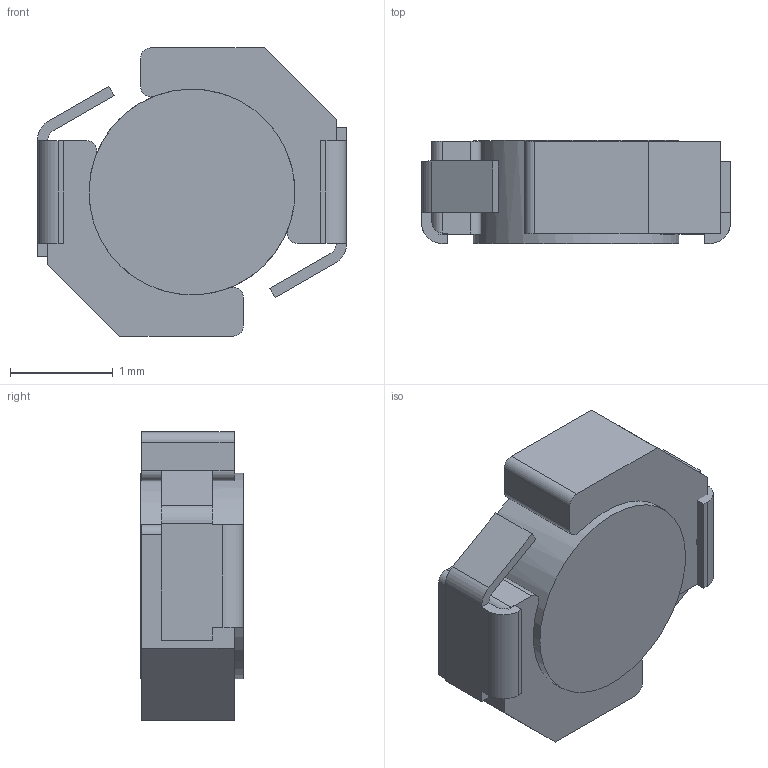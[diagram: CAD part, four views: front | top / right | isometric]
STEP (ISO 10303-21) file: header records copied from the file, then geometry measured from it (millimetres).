
FILE_DESCRIPTION(/* description */ (''),/* implementation_level */ '2;1');
FILE_NAME(/* name */ '',/* time_stamp */ '',/* author */ (''),/* organization */ (''),/* preprocessor_version */ '',/* originating_system */ '',/* authorisation */ '');
FILE_SCHEMA (('AUTOMOTIVE_DESIGN { 1 0 10303 214 3 1 1 }'));
Length unit declared in the file: millimetre
Products named in the file (4): TDK VLF3010ST; TDK VLF3010ST_Core; TDK VLF3010ST_Shield; TDK VLF3010ST_Lead
Assembly tree (4 placements, depth 2):
  TDK VLF3010ST
    TDK VLF3010ST_Core
    TDK VLF3010ST_Shield
    TDK VLF3010ST_Lead  x2
Bounding box: 3 x 1 x 2.8 mm (x, y, z)
Volume: 5.9 mm3; surface area: 36.8 mm2
Topology: 5 solids, 5 shells, 191 faces, 509 edges, 339 vertices
Faces by surface type: plane 112, bspline 60, cylinder 19
Full cylindrical faces by diameter (mm): 2 x1
Entity records: 5933 total; most frequent: CARTESIAN_POINT 1714, ORIENTED_EDGE 918, DIRECTION 621, EDGE_CURVE 459, LINE 307, VECTOR 307, VERTEX_POINT 306, EDGE_LOOP 185
